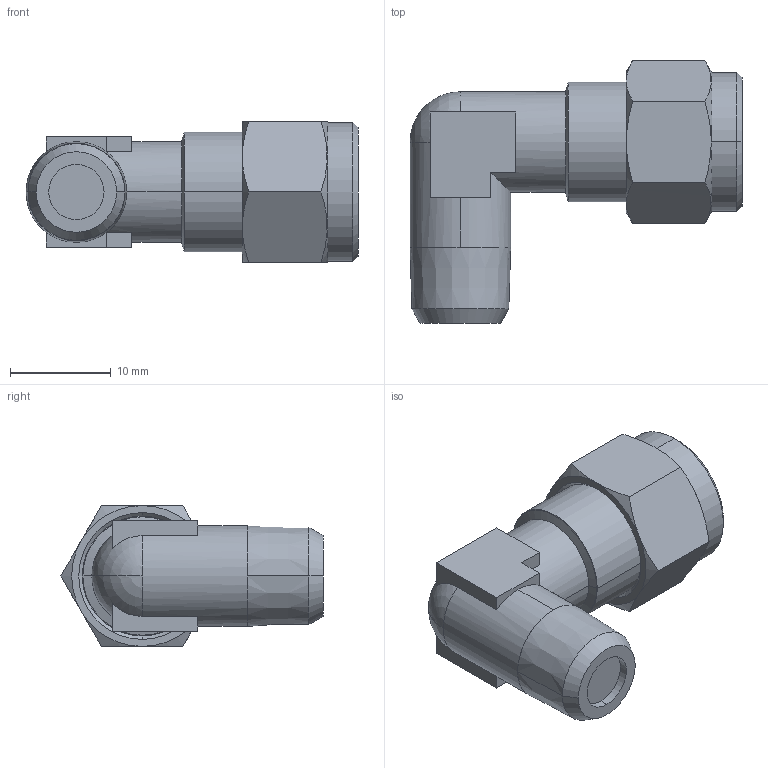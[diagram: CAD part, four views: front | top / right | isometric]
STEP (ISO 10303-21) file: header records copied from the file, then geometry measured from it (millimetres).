
FILE_DESCRIPTION (( 'STEP AP214' ), '1' );
FILE_NAME ('SRK.PL08-01.STEP', '2018-09-03T14:03:01', ( '' ), ( '' ), 'SwSTEP 2.0', 'SolidWorks 2018', '' );
FILE_SCHEMA (( 'AUTOMOTIVE_DESIGN' ));
Length unit declared in the file: millimetre
Products named in the file (1): SRK.PL08-01
Bounding box: 33.01 x 26.08 x 14 mm (x, y, z)
Volume: 4717.7 mm3; surface area: 2057.6 mm2
Topology: 1 solids, 1 shells, 63 faces, 151 edges, 91 vertices
Faces by surface type: plane 25, cone 22, cylinder 12, torus 2, sphere 2
Entity records: 2202 total; most frequent: CARTESIAN_POINT 714, DIRECTION 316, ORIENTED_EDGE 298, EDGE_CURVE 149, AXIS2_PLACEMENT_3D 125, VERTEX_POINT 91, LINE 66, VECTOR 66
